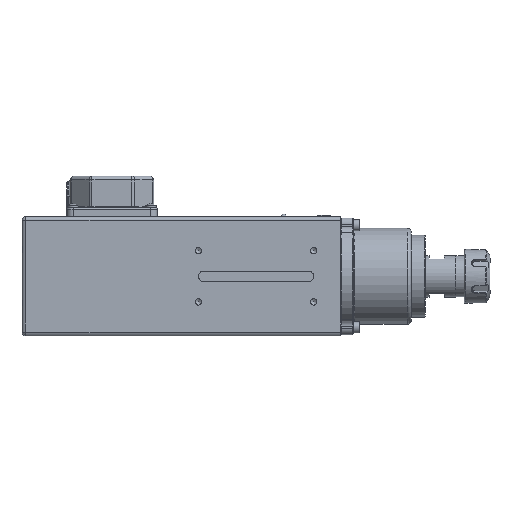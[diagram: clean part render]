
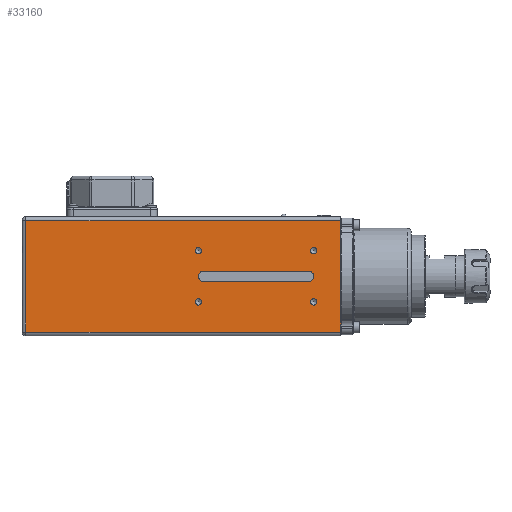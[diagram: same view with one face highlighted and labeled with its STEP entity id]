
A CAD part, left-side view. The second image highlights one B-rep face of the part: STEP entity #33160.
In plain terms, the highlighted planar face has unit normal (-1, 0, 0).
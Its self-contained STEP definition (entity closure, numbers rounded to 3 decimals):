
#3036=PLANE('',#35325);
#3177=VECTOR('',#51283,1.);
#6493=VECTOR('',#57343,1.);
#6494=VECTOR('',#57346,1.);
#6495=VECTOR('',#57347,1.);
#6496=VECTOR('',#57348,1.);
#6497=VECTOR('',#57349,1.);
#6720=LINE('',#35775,#3177);
#10036=LINE('',#50467,#6493);
#10037=LINE('',#50471,#6494);
#10038=LINE('',#50472,#6495);
#10039=LINE('',#50475,#6496);
#10040=LINE('',#50476,#6497);
#10772=VERTEX_POINT('',#35774);
#10773=VERTEX_POINT('',#35776);
#13486=VERTEX_POINT('',#50264);
#13488=VERTEX_POINT('',#50270);
#13490=VERTEX_POINT('',#50276);
#13492=VERTEX_POINT('',#50282);
#13496=VERTEX_POINT('',#50465);
#13497=VERTEX_POINT('',#50466);
#13498=VERTEX_POINT('',#50468);
#13499=VERTEX_POINT('',#50470);
#13500=VERTEX_POINT('',#50473);
#13501=VERTEX_POINT('',#50474);
#14265=CIRCLE('',#35297,2.459);
#14267=CIRCLE('',#35300,2.459);
#14269=CIRCLE('',#35303,2.459);
#14271=CIRCLE('',#35306,2.459);
#14273=CIRCLE('',#35326,4.);
#14274=CIRCLE('',#35327,4.);
#14450=EDGE_CURVE('',#10773,#10772,#6720,.T.);
#18515=EDGE_CURVE('',#13486,#13486,#14265,.F.);
#18518=EDGE_CURVE('',#13488,#13488,#14267,.F.);
#18521=EDGE_CURVE('',#13490,#13490,#14269,.F.);
#18524=EDGE_CURVE('',#13492,#13492,#14271,.F.);
#18539=EDGE_CURVE('',#13496,#13497,#14273,.F.);
#18540=EDGE_CURVE('',#13498,#13496,#10036,.F.);
#18541=EDGE_CURVE('',#13499,#13498,#14274,.F.);
#18542=EDGE_CURVE('',#13497,#13499,#10037,.F.);
#18543=EDGE_CURVE('',#13500,#13501,#10038,.T.);
#18544=EDGE_CURVE('',#13501,#10773,#10039,.T.);
#18545=EDGE_CURVE('',#10772,#13500,#10040,.F.);
#26970=ORIENTED_EDGE('',*,*,#18539,.F.);
#26971=ORIENTED_EDGE('',*,*,#18540,.F.);
#26972=ORIENTED_EDGE('',*,*,#18541,.F.);
#26973=ORIENTED_EDGE('',*,*,#18542,.F.);
#26974=ORIENTED_EDGE('',*,*,#18524,.T.);
#26975=ORIENTED_EDGE('',*,*,#18521,.T.);
#26976=ORIENTED_EDGE('',*,*,#18518,.T.);
#26977=ORIENTED_EDGE('',*,*,#18515,.T.);
#26978=ORIENTED_EDGE('',*,*,#18543,.T.);
#26979=ORIENTED_EDGE('',*,*,#18544,.T.);
#26980=ORIENTED_EDGE('',*,*,#14450,.T.);
#26981=ORIENTED_EDGE('',*,*,#18545,.T.);
#29556=EDGE_LOOP('',(#26970,#26971,#26972,#26973));
#29557=EDGE_LOOP('',(#26974));
#29558=EDGE_LOOP('',(#26975));
#29559=EDGE_LOOP('',(#26976));
#29560=EDGE_LOOP('',(#26977));
#29561=EDGE_LOOP('',(#26978,#26979,#26980,#26981));
#31424=FACE_BOUND('',#29556,.T.);
#31425=FACE_BOUND('',#29557,.T.);
#31426=FACE_BOUND('',#29558,.T.);
#31427=FACE_BOUND('',#29559,.T.);
#31428=FACE_BOUND('',#29560,.T.);
#31429=FACE_BOUND('',#29561,.T.);
#33160=ADVANCED_FACE('',(#31424,#31425,#31426,#31427,#31428,#31429),#3036,
 .F.);
#35297=AXIS2_PLACEMENT_3D('',#50266,#57286,#57287);
#35300=AXIS2_PLACEMENT_3D('',#50272,#57293,#57294);
#35303=AXIS2_PLACEMENT_3D('',#50278,#57300,#57301);
#35306=AXIS2_PLACEMENT_3D('',#50284,#57307,#57308);
#35325=AXIS2_PLACEMENT_3D('',#50463,#57340,$);
#35326=AXIS2_PLACEMENT_3D('',#50464,#57341,#57342);
#35327=AXIS2_PLACEMENT_3D('',#50469,#57344,#57345);
#35774=CARTESIAN_POINT('',(-41.5,245.7,-43.5));
#35775=CARTESIAN_POINT('',(-41.5,245.7,-46.5));
#35776=CARTESIAN_POINT('',(-41.5,245.7,43.5));
#50264=CARTESIAN_POINT('',(-41.5,111.,22.459));
#50266=CARTESIAN_POINT('',(-41.5,111.,20.));
#50270=CARTESIAN_POINT('',(-41.5,111.,-17.542));
#50272=CARTESIAN_POINT('',(-41.5,111.,-20.));
#50276=CARTESIAN_POINT('',(-41.5,21.,-17.542));
#50278=CARTESIAN_POINT('',(-41.5,21.,-20.));
#50282=CARTESIAN_POINT('',(-41.5,21.,22.459));
#50284=CARTESIAN_POINT('',(-41.5,21.,20.));
#50463=CARTESIAN_POINT('',(-41.5,245.,-46.5));
#50464=CARTESIAN_POINT('',(-41.5,107.,0.));
#50465=CARTESIAN_POINT('',(-41.5,107.,4.));
#50466=CARTESIAN_POINT('',(-41.5,107.,-4.));
#50467=CARTESIAN_POINT('',(-41.5,135.,4.));
#50468=CARTESIAN_POINT('',(-41.5,25.,4.));
#50469=CARTESIAN_POINT('',(-41.5,25.,0.));
#50470=CARTESIAN_POINT('',(-41.5,25.,-4.));
#50471=CARTESIAN_POINT('',(-41.5,176.,-4.));
#50472=CARTESIAN_POINT('',(-41.5,0.,0.));
#50473=CARTESIAN_POINT('',(-41.5,0.,-43.5));
#50474=CARTESIAN_POINT('',(-41.5,0.,43.5));
#50475=CARTESIAN_POINT('',(-41.5,245.,43.5));
#50476=CARTESIAN_POINT('',(-41.5,245.,-43.5));
#51283=DIRECTION('',(0.,0.,-1.));
#57286=DIRECTION('',(-1.,0.,0.));
#57287=DIRECTION('',(0.,0.,2.459));
#57293=DIRECTION('',(-1.,0.,0.));
#57294=DIRECTION('',(0.,0.,2.459));
#57300=DIRECTION('',(-1.,0.,0.));
#57301=DIRECTION('',(0.,0.,2.459));
#57307=DIRECTION('',(-1.,0.,0.));
#57308=DIRECTION('',(0.,0.,2.459));
#57340=DIRECTION('',(1.,0.,0.));
#57341=DIRECTION('',(1.,0.,0.));
#57342=DIRECTION('',(0.,0.,4.));
#57343=DIRECTION('',(0.,-1.,0.));
#57344=DIRECTION('',(1.,0.,0.));
#57345=DIRECTION('',(0.,0.,4.));
#57346=DIRECTION('',(0.,1.,0.));
#57347=DIRECTION('',(0.,0.,1.));
#57348=DIRECTION('',(0.,1.,0.));
#57349=DIRECTION('',(0.,1.,0.));
